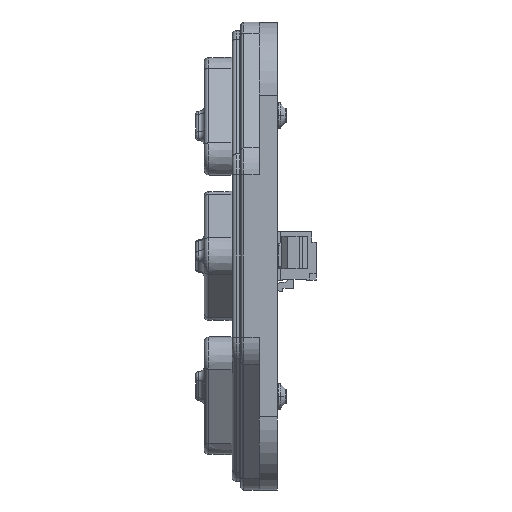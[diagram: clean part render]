
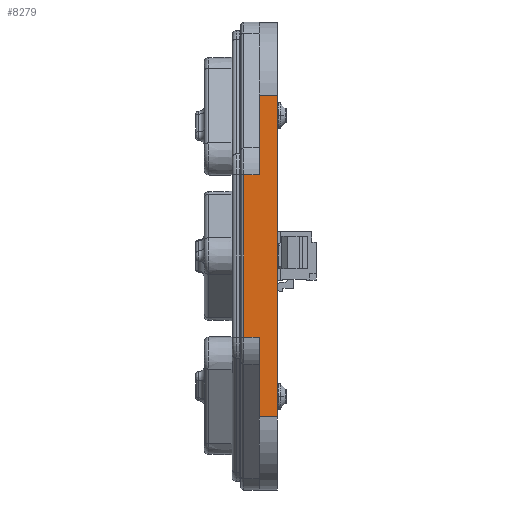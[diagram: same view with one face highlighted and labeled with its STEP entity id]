
A CAD part, left-side view. The second image highlights one B-rep face of the part: STEP entity #8279.
In plain terms, the highlighted planar face has unit normal (-1, 0, 0).
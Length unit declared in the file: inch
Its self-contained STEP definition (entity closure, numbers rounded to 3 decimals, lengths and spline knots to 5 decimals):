
#229=DIRECTION('',(0.,1.,0.));
#230=VECTOR('',#229,0.052);
#231=CARTESIAN_POINT('',(-0.8,0.09,0.27752));
#232=LINE('',#231,#230);
#242=DIRECTION('',(0.,0.,1.));
#243=VECTOR('',#242,0.55505);
#244=CARTESIAN_POINT('',(-0.8,0.142,-0.27752));
#245=LINE('',#244,#243);
#246=DIRECTION('',(0.,0.,1.));
#247=VECTOR('',#246,0.27248);
#248=CARTESIAN_POINT('',(-0.8,0.09,0.27752));
#249=LINE('',#248,#247);
#250=DIRECTION('',(0.,1.,0.));
#251=VECTOR('',#250,0.062);
#252=CARTESIAN_POINT('',(-0.8,0.028,0.55));
#253=LINE('',#252,#251);
#254=DIRECTION('',(0.,0.,-1.));
#255=VECTOR('',#254,1.1);
#256=CARTESIAN_POINT('',(-0.8,0.028,0.55));
#257=LINE('',#256,#255);
#258=DIRECTION('',(0.,0.,1.));
#259=VECTOR('',#258,0.27248);
#260=CARTESIAN_POINT('',(-0.8,0.09,-0.55));
#261=LINE('',#260,#259);
#271=DIRECTION('',(0.,-1.,0.));
#272=VECTOR('',#271,0.052);
#273=CARTESIAN_POINT('',(-0.8,0.142,-0.27752));
#274=LINE('',#273,#272);
#2977=DIRECTION('',(0.,-1.,0.));
#2978=VECTOR('',#2977,0.062);
#2979=CARTESIAN_POINT('',(-0.8,0.09,-0.55));
#2980=LINE('',#2979,#2978);
#6217=CARTESIAN_POINT('',(-0.8,0.09,-0.55));
#6219=VERTEX_POINT('',#6217);
#6277=CARTESIAN_POINT('',(-0.8,0.028,-0.55));
#6278=VERTEX_POINT('',#6277);
#6279=CARTESIAN_POINT('',(-0.8,0.028,0.55));
#6280=VERTEX_POINT('',#6279);
#6281=CARTESIAN_POINT('',(-0.8,0.09,0.55));
#6282=VERTEX_POINT('',#6281);
#6305=CARTESIAN_POINT('',(-0.8,0.09,-0.27752));
#6306=VERTEX_POINT('',#6305);
#6319=CARTESIAN_POINT('',(-0.8,0.09,0.27752));
#6320=VERTEX_POINT('',#6319);
#7567=CARTESIAN_POINT('',(-0.8,0.142,-0.27752));
#7568=VERTEX_POINT('',#7567);
#7571=CARTESIAN_POINT('',(-0.8,0.142,0.27752));
#7572=VERTEX_POINT('',#7571);
#8259=CARTESIAN_POINT('',(-0.8,0.,-0.55));
#8260=DIRECTION('',(-1.,0.,0.));
#8261=DIRECTION('',(0.,0.,1.));
#8262=AXIS2_PLACEMENT_3D('',#8259,#8260,#8261);
#8263=PLANE('',#8262);
#8265=ORIENTED_EDGE('',*,*,#8264,.F.);
#8267=ORIENTED_EDGE('',*,*,#8266,.T.);
#8268=ORIENTED_EDGE('',*,*,#8250,.F.);
#8269=ORIENTED_EDGE('',*,*,#8217,.T.);
#8271=ORIENTED_EDGE('',*,*,#8270,.F.);
#8272=ORIENTED_EDGE('',*,*,#8032,.T.);
#8274=ORIENTED_EDGE('',*,*,#8273,.F.);
#8276=ORIENTED_EDGE('',*,*,#8275,.T.);
#8277=EDGE_LOOP('',(#8265,#8267,#8268,#8269,#8271,#8272,#8274,#8276));
#8278=FACE_OUTER_BOUND('',#8277,.F.);
#8279=ADVANCED_FACE('',(#8278),#8263,.T.);
#8032=EDGE_CURVE('',#6280,#6278,#257,.T.);
#8217=EDGE_CURVE('',#6320,#6282,#249,.T.);
#8250=EDGE_CURVE('',#6320,#7572,#232,.T.);
#8264=EDGE_CURVE('',#7568,#6306,#274,.T.);
#8266=EDGE_CURVE('',#7568,#7572,#245,.T.);
#8270=EDGE_CURVE('',#6280,#6282,#253,.T.);
#8273=EDGE_CURVE('',#6219,#6278,#2980,.T.);
#8275=EDGE_CURVE('',#6219,#6306,#261,.T.);
